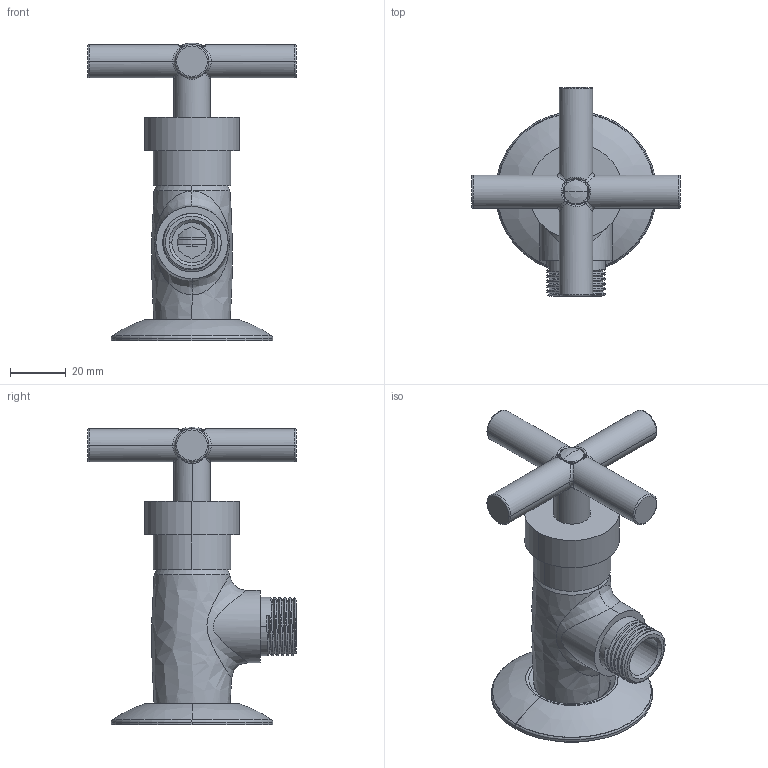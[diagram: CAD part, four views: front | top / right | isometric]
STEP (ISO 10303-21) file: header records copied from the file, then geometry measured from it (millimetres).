
FILE_DESCRIPTION((''),'2;1');
FILE_NAME('QTV208CR','2021-09-30T11:26:49',('ut3'),('PAFFONI SpA'),'CREO PARAMETRIC BY PTC INC, 2020044','CREO PARAMETRIC BY PTC INC, 2020044','');
FILE_SCHEMA(('CONFIG_CONTROL_DESIGN','SHAPE_APPEARANCE_LAYERS_GROUPS'));
Length unit declared in the file: millimetre
Products named in the file (1): QTV208CR
Bounding box: 75 x 75 x 107 mm (x, y, z)
Volume: 66372.6 mm3; surface area: 31798.9 mm2
Topology: 1 solids, 1 shells, 448 faces, 1287 edges, 802 vertices
Faces by surface type: plane 202, cylinder 122, cone 49, torus 38, bspline 34, sphere 3
Entity records: 23752 total; most frequent: CARTESIAN_POINT 8992, ORIENTED_EDGE 2566, DIRECTION 2175, EDGE_CURVE 1283, AXIS2_PLACEMENT_3D 844, VERTEX_POINT 802, FILL_AREA_STYLE_COLOUR 499, FILL_AREA_STYLE 499
